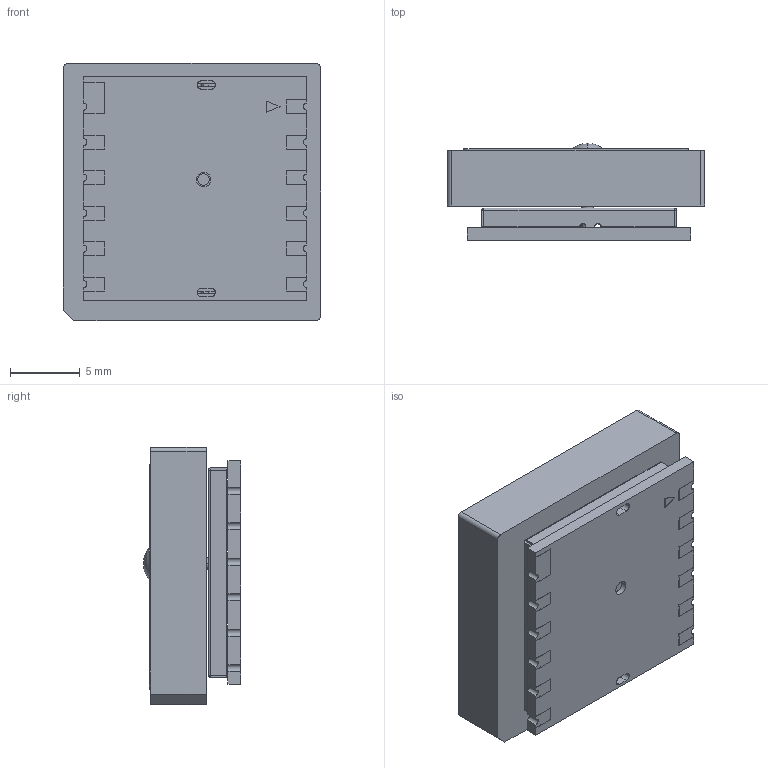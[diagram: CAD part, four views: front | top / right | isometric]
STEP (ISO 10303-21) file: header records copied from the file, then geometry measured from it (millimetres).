
FILE_DESCRIPTION((''),'2;1');
FILE_NAME('QUECTEL_L86_3D_DIMENSIONS_ASM','2020-01-06T',('siler.liu'),(''),'CREO PARAMETRIC BY PTC INC, 2014190','CREO PARAMETRIC BY PTC INC, 2014190','');
FILE_SCHEMA(('AUTOMOTIVE_DESIGN { 1 0 10303 214 1 1 1 1 }'));
Length unit declared in the file: millimetre
Products named in the file (5): L80_COVER; L80_PCB; L86_ANT; L80_LABLE; QUECTEL_L86_3D_DIMENSIONS_ASM
Assembly tree (4 placements, depth 2):
  QUECTEL_L86_3D_DIMENSIONS_ASM
    L80_COVER
    L80_PCB
    L86_ANT
    L80_LABLE
Bounding box: 18.4 x 6.95 x 18.4 mm (x, y, z)
Volume: 1646.7 mm3; surface area: 2607.7 mm2
Topology: 4 solids, 4 shells, 1492 faces, 4105 edges, 2671 vertices
Faces by surface type: plane 1397, extrusion 50, cylinder 43, sphere 2
Entity records: 60865 total; most frequent: CARTESIAN_POINT 9240, ORIENTED_EDGE 8206, DIRECTION 7045, PRESENTATION_STYLE_ASSIGNMENT 4207, STYLED_ITEM 4107, CURVE_STYLE 4103, EDGE_CURVE 4103, VECTOR 3963
